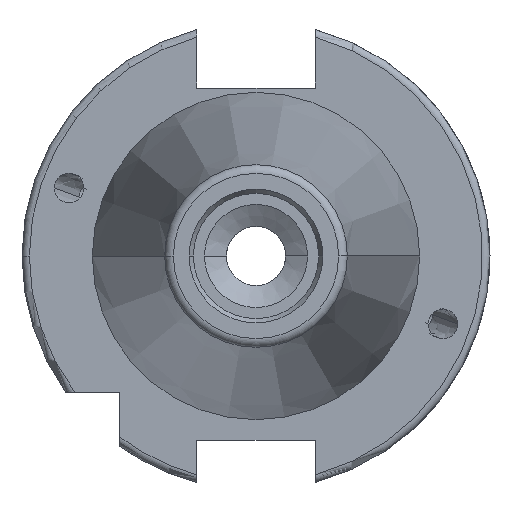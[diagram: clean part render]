
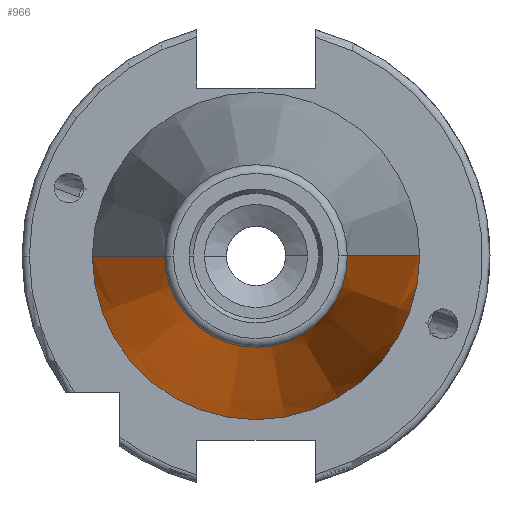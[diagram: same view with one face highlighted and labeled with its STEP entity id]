
A CAD part, left-side view. The second image highlights one B-rep face of the part: STEP entity #966.
In plain terms, the highlighted conical face has half-angle 8.297 degrees and reference radius 22.225 mm.
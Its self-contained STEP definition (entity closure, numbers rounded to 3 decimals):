
#101 = CARTESIAN_POINT ( 'NONE',  ( 9.9, -22.225, 0. ) ) ;
#343 = VECTOR ( 'NONE', #4068, 1000. ) ;
#409 = DIRECTION ( 'NONE',  ( 1., 0., 0. ) ) ;
#419 = CARTESIAN_POINT ( 'NONE',  ( -57.473, -12.4, 0. ) ) ;
#486 = CARTESIAN_POINT ( 'NONE',  ( 9.9, 0., 0. ) ) ;
#491 = ORIENTED_EDGE ( 'NONE', *, *, #605, .T. ) ;
#605 = EDGE_CURVE ( 'NONE', #4080, #3377, #1029, .T. ) ;
#620 = CONICAL_SURFACE ( 'NONE', #2358, 22.225, 0.145 ) ;
#758 = CARTESIAN_POINT ( 'NONE',  ( 9.9, 22.225, 0. ) ) ;
#789 = EDGE_CURVE ( 'NONE', #1382, #3552, #2326, .T. ) ;
#915 = AXIS2_PLACEMENT_3D ( 'NONE', #2113, #4377, #1391 ) ;
#966 = ADVANCED_FACE ( 'NONE', ( #4566 ), #620, .T. ) ;
#1029 = LINE ( 'NONE', #758, #2013 ) ;
#1122 = CARTESIAN_POINT ( 'NONE',  ( 9.9, -22.225, 0. ) ) ;
#1187 = EDGE_CURVE ( 'NONE', #4080, #1382, #4097, .T. ) ;
#1382 = VERTEX_POINT ( 'NONE', #419 ) ;
#1391 = DIRECTION ( 'NONE',  ( 0., 1., 0. ) ) ;
#1533 = EDGE_CURVE ( 'NONE', #3377, #3552, #3803, .T. ) ;
#1554 = CARTESIAN_POINT ( 'NONE',  ( -57.473, 12.4, 0. ) ) ;
#1737 = DIRECTION ( 'NONE',  ( -1., 0., 0. ) ) ;
#2013 = VECTOR ( 'NONE', #2303, 1000. ) ;
#2113 = CARTESIAN_POINT ( 'NONE',  ( 9.9, 0., 0. ) ) ;
#2303 = DIRECTION ( 'NONE',  ( 0.99, 0.144, 0. ) ) ;
#2326 = LINE ( 'NONE', #1122, #343 ) ;
#2358 = AXIS2_PLACEMENT_3D ( 'NONE', #486, #409, #3057 ) ;
#2360 = EDGE_LOOP ( 'NONE', ( #3819, #491, #4053, #3389 ) ) ;
#2465 = DIRECTION ( 'NONE',  ( 0., 1., 0. ) ) ;
#2478 = CARTESIAN_POINT ( 'NONE',  ( -57.473, 0., 0. ) ) ;
#3057 = DIRECTION ( 'NONE',  ( 0., -1., 0. ) ) ;
#3377 = VERTEX_POINT ( 'NONE', #4772 ) ;
#3389 = ORIENTED_EDGE ( 'NONE', *, *, #789, .F. ) ;
#3552 = VERTEX_POINT ( 'NONE', #101 ) ;
#3803 = CIRCLE ( 'NONE', #915, 22.225 ) ;
#3819 = ORIENTED_EDGE ( 'NONE', *, *, #1187, .F. ) ;
#4053 = ORIENTED_EDGE ( 'NONE', *, *, #1533, .T. ) ;
#4068 = DIRECTION ( 'NONE',  ( 0.99, -0.144, 0. ) ) ;
#4080 = VERTEX_POINT ( 'NONE', #1554 ) ;
#4097 = CIRCLE ( 'NONE', #4583, 12.4 ) ;
#4377 = DIRECTION ( 'NONE',  ( -1., 0., 0. ) ) ;
#4566 = FACE_OUTER_BOUND ( 'NONE', #2360, .T. ) ;
#4583 = AXIS2_PLACEMENT_3D ( 'NONE', #2478, #1737, #2465 ) ;
#4772 = CARTESIAN_POINT ( 'NONE',  ( 9.9, 22.225, 0. ) ) ;
